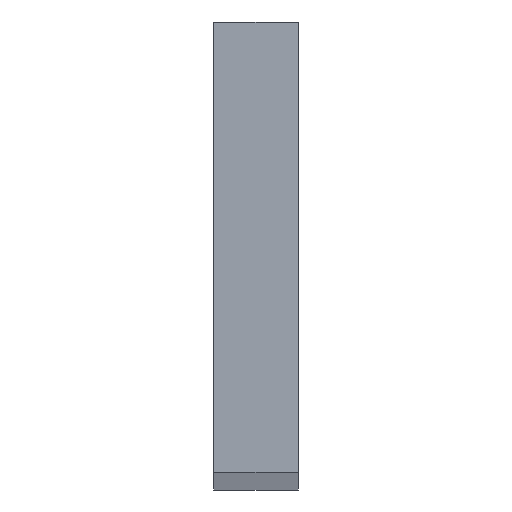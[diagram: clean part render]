
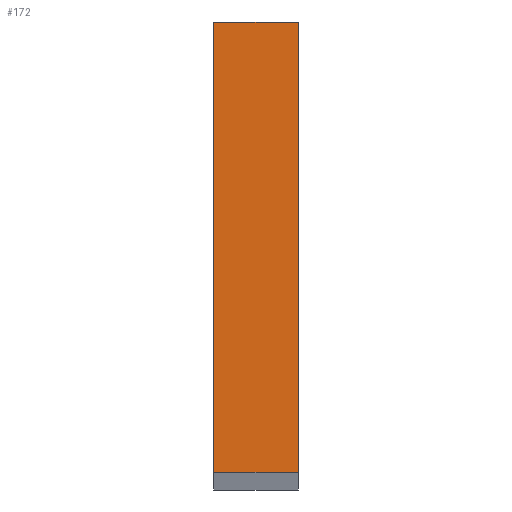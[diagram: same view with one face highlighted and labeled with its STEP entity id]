
A CAD part, top view. The second image highlights one B-rep face of the part: STEP entity #172.
In plain terms, the highlighted planar face has unit normal (0, 0, 1).
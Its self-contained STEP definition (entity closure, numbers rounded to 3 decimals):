
#44=VERTEX_POINT('',#234);
#45=VERTEX_POINT('',#236);
#47=VERTEX_POINT('',#242);
#48=VERTEX_POINT('',#244);
#58=VECTOR('',#197,1.);
#61=VECTOR('',#201,1.);
#62=VECTOR('',#202,1.);
#63=VECTOR('',#203,1.);
#70=LINE('',#235,#58);
#73=LINE('',#241,#61);
#74=LINE('',#243,#62);
#75=LINE('',#245,#63);
#82=EDGE_CURVE('',#45,#44,#70,.T.);
#85=EDGE_CURVE('',#44,#47,#73,.T.);
#86=EDGE_CURVE('',#48,#47,#74,.T.);
#87=EDGE_CURVE('',#45,#48,#75,.T.);
#103=ORIENTED_EDGE('',*,*,#85,.T.);
#104=ORIENTED_EDGE('',*,*,#86,.F.);
#105=ORIENTED_EDGE('',*,*,#87,.F.);
#106=ORIENTED_EDGE('',*,*,#82,.T.);
#136=EDGE_LOOP('',(#103,#104,#105,#106));
#154=FACE_BOUND('',#136,.T.);
#172=ADVANCED_FACE('',(#154),#273,.T.);
#181=AXIS2_PLACEMENT_3D('',#240,#200,$);
#197=DIRECTION('',(1.,0.,0.));
#200=DIRECTION('',(0.,0.,1.));
#201=DIRECTION('',(0.,1.,0.));
#202=DIRECTION('',(1.,0.,0.));
#203=DIRECTION('',(0.,1.,0.));
#234=CARTESIAN_POINT('',(18.186,-14.823,265.));
#235=CARTESIAN_POINT('',(15.799,-14.823,265.));
#236=CARTESIAN_POINT('',(15.799,-14.823,265.));
#240=CARTESIAN_POINT('',(15.799,-8.473,265.));
#241=CARTESIAN_POINT('',(18.186,-14.823,265.));
#242=CARTESIAN_POINT('',(18.186,-2.123,265.));
#243=CARTESIAN_POINT('',(15.799,-2.123,265.));
#244=CARTESIAN_POINT('',(15.799,-2.123,265.));
#245=CARTESIAN_POINT('',(15.799,-14.823,265.));
#273=PLANE('',#181);
